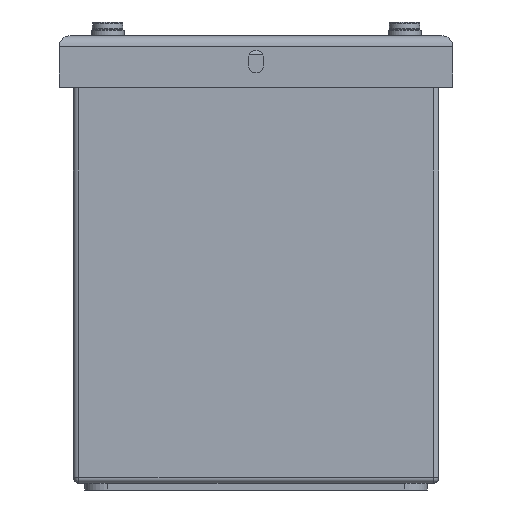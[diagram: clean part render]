
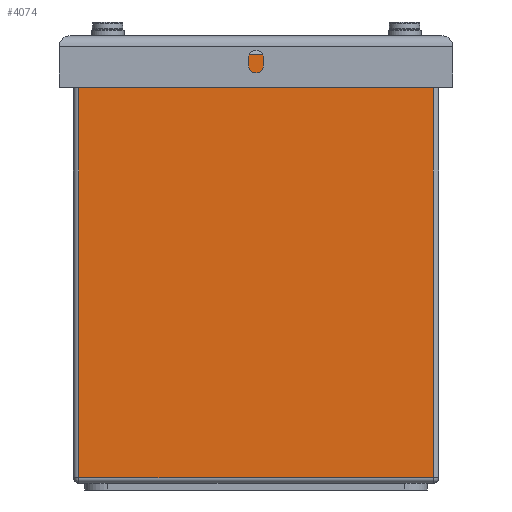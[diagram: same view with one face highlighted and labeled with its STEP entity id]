
A CAD part, left-side view. The second image highlights one B-rep face of the part: STEP entity #4074.
In plain terms, the highlighted planar face has unit normal (-1, 0, 0).
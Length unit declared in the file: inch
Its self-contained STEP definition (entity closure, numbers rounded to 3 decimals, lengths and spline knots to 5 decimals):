
#715 = VERTEX_POINT ( 'NONE', #9584 ) ;
#1313 = ORIENTED_EDGE ( 'NONE', *, *, #19529, .T. ) ;
#1616 = CARTESIAN_POINT ( 'NONE',  ( 0., 3.94, 4.75 ) ) ;
#4074 = ADVANCED_FACE ( 'NONE', ( #19289 ), #5334, .T. ) ;
#4261 = VECTOR ( 'NONE', #10158, 39.37008 ) ;
#4307 = DIRECTION ( 'NONE',  ( 0., 0., -1. ) ) ;
#4508 = EDGE_CURVE ( 'NONE', #715, #10032, #8647, .T. ) ;
#5334 = PLANE ( 'NONE',  #18739 ) ;
#5499 = ORIENTED_EDGE ( 'NONE', *, *, #15536, .T. ) ;
#6872 = CARTESIAN_POINT ( 'NONE',  ( 0., 0.06, 4.69 ) ) ;
#6873 = VECTOR ( 'NONE', #22959, 39.37008 ) ;
#7250 = VERTEX_POINT ( 'NONE', #20683 ) ;
#8468 = CARTESIAN_POINT ( 'NONE',  ( 0., 0., 0.06 ) ) ;
#8647 = LINE ( 'NONE', #1616, #30272 ) ;
#9584 = CARTESIAN_POINT ( 'NONE',  ( 0., 3.94, 4.69 ) ) ;
#10032 = VERTEX_POINT ( 'NONE', #20517 ) ;
#10158 = DIRECTION ( 'NONE',  ( 0., -1., 0. ) ) ;
#10635 = LINE ( 'NONE', #20173, #6873 ) ;
#13264 = VECTOR ( 'NONE', #24695, 39.37008 ) ;
#14778 = CARTESIAN_POINT ( 'NONE',  ( 0., 0., 4.75 ) ) ;
#15511 = CARTESIAN_POINT ( 'NONE',  ( 0., 0., 4.69 ) ) ;
#15536 = EDGE_CURVE ( 'NONE', #10032, #7250, #29154, .T. ) ;
#17071 = EDGE_LOOP ( 'NONE', ( #25733, #5499, #29776, #1313 ) ) ;
#18616 = VERTEX_POINT ( 'NONE', #6872 ) ;
#18739 = AXIS2_PLACEMENT_3D ( 'NONE', #14778, #28758, #24285 ) ;
#19289 = FACE_OUTER_BOUND ( 'NONE', #17071, .T. ) ;
#19529 = EDGE_CURVE ( 'NONE', #18616, #715, #27171, .T. ) ;
#20173 = CARTESIAN_POINT ( 'NONE',  ( 0., 0.06, 4.75 ) ) ;
#20279 = EDGE_CURVE ( 'NONE', #7250, #18616, #10635, .T. ) ;
#20517 = CARTESIAN_POINT ( 'NONE',  ( 0., 3.94, 0.06 ) ) ;
#20683 = CARTESIAN_POINT ( 'NONE',  ( 0., 0.06, 0.06 ) ) ;
#22959 = DIRECTION ( 'NONE',  ( 0., 0., 1. ) ) ;
#24285 = DIRECTION ( 'NONE',  ( 0., 0., 1. ) ) ;
#24695 = DIRECTION ( 'NONE',  ( 0., 1., 0. ) ) ;
#25733 = ORIENTED_EDGE ( 'NONE', *, *, #4508, .T. ) ;
#27171 = LINE ( 'NONE', #15511, #13264 ) ;
#28758 = DIRECTION ( 'NONE',  ( -1., 0., 0. ) ) ;
#29154 = LINE ( 'NONE', #8468, #4261 ) ;
#29776 = ORIENTED_EDGE ( 'NONE', *, *, #20279, .T. ) ;
#30272 = VECTOR ( 'NONE', #4307, 39.37008 ) ;
